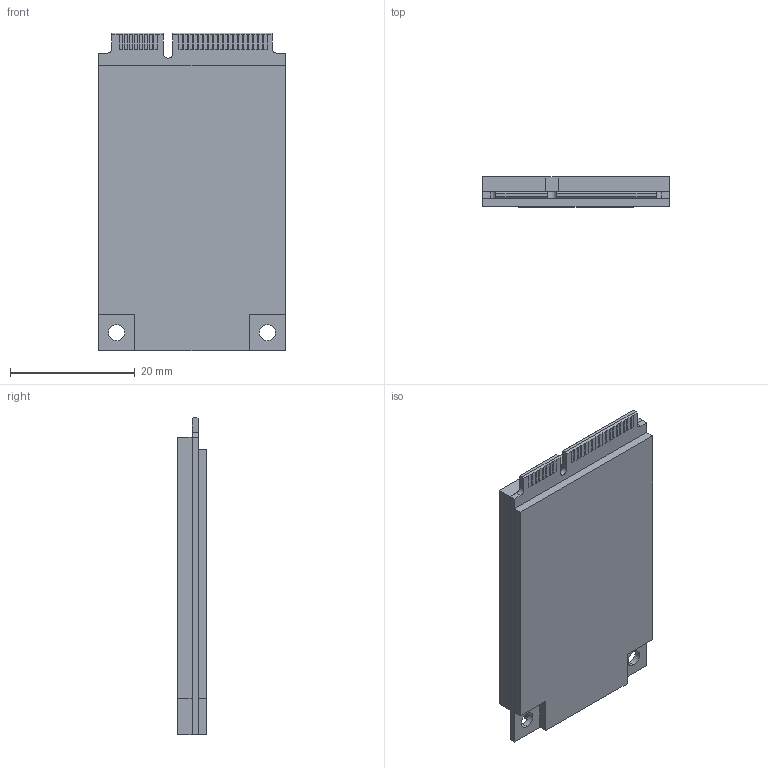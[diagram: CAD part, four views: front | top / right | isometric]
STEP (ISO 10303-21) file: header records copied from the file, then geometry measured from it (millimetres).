
FILE_DESCRIPTION (( 'STEP AP214' ), '1' );
FILE_NAME ('94E2E675-601B-47D7-A0BB-AB7E41C7C923.STEP', '2023-09-08T06:29:40', ( '' ), ( '' ), 'SwSTEP 2.0', 'SolidWorks 2022', '' );
FILE_SCHEMA (( 'AUTOMOTIVE_DESIGN' ));
Length unit declared in the file: millimetre
Products named in the file (1): 94E2E675-601B-47D7-A0BB-AB7E41C7C923
Bounding box: 30 x 4.75 x 50.95 mm (x, y, z)
Volume: 6535 mm3; surface area: 9100.8 mm2
Topology: 3 solids, 3 shells, 308 faces, 802 edges, 500 vertices
Faces by surface type: plane 301, cylinder 7
Entity records: 12292 total; most frequent: CARTESIAN_POINT 1611, ORIENTED_EDGE 1604, DIRECTION 1434, EDGE_CURVE 802, VECTOR 788, LINE 788, VERTEX_POINT 500, AXIS2_PLACEMENT_3D 323
